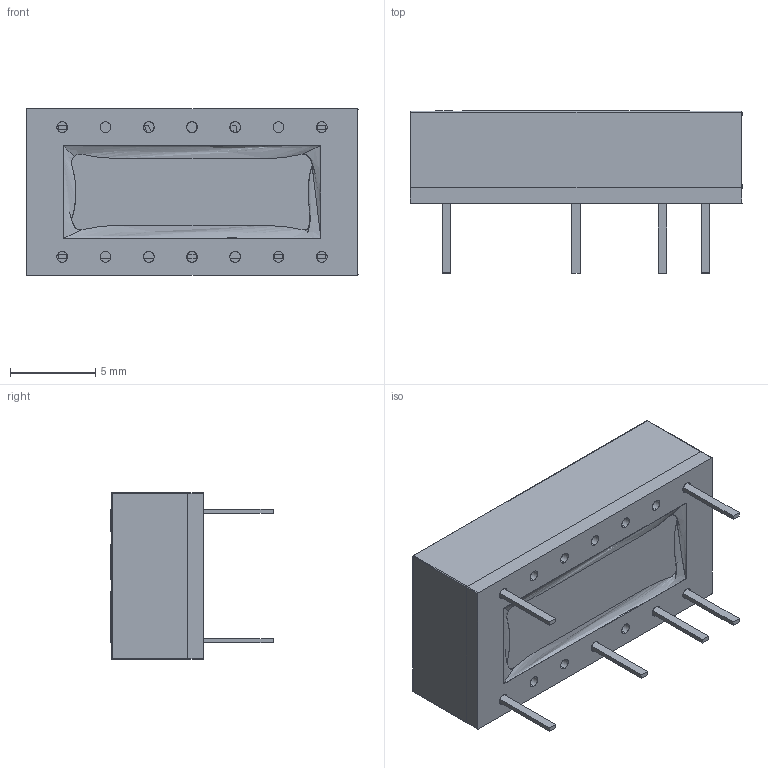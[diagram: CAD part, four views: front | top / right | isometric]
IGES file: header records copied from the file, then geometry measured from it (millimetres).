
Start section: SolidWorks IGES file using NURBS representation for surfaces
Global section: file name: mps_dcdc_nka_dc_a.IGS; native system: SolidWorks 2014; preprocessor: SolidWorks 2014; author: LFrancis; date: 141003.224215; units: millimetre
Bounding box: 19.5 x 9.52 x 9.8 mm (x, y, z)
Surface area: 831.2 mm2 (no closed solid volume)
Topology: 0 solids, 0 shells, 438 faces, 2694 edges, 2690 vertices
Faces by surface type: bspline 438
